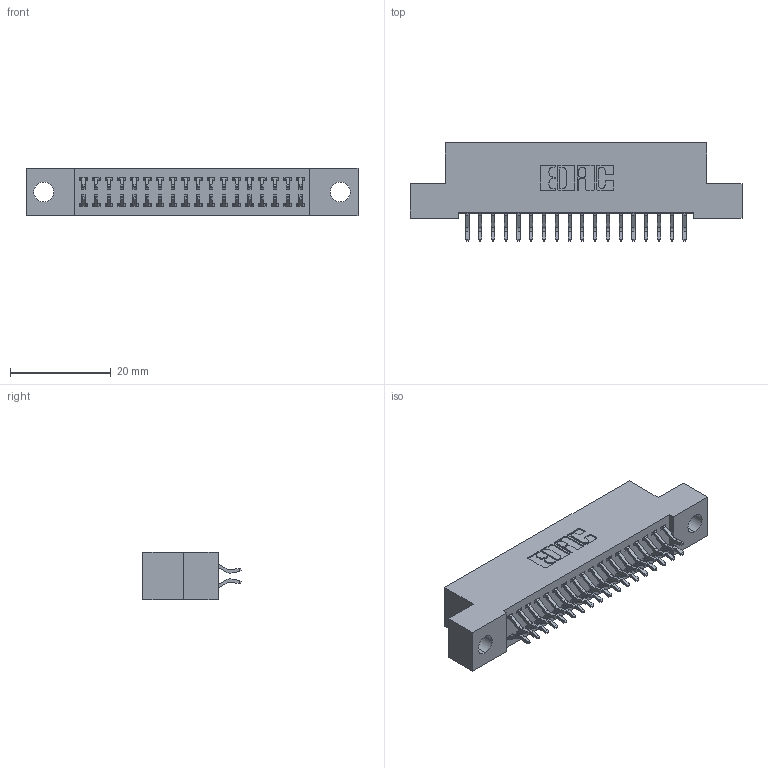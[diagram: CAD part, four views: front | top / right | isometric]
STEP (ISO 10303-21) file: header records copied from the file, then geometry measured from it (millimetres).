
FILE_DESCRIPTION (( 'STEP AP203' ), '1' );
FILE_NAME ('342-036-556-204.STEP', '2019-10-02T13:42:26', ( '' ), ( '' ), 'SwSTEP 2.0', 'SolidWorks 2016', '' );
FILE_SCHEMA (( 'CONFIG_CONTROL_DESIGN' ));
Length unit declared in the file: inch
Products named in the file (3): 342-036-556-204; 342 Part_.156 TH; 345-292-001_556 Tail
Assembly tree (37 placements, depth 2):
  342-036-556-204
    342 Part_.156 TH
    345-292-001_556 Tail  x36
Bounding box: 66.04 x 19.58 x 9.4 mm (x, y, z)
Volume: 5732.2 mm3; surface area: 8528.4 mm2
Topology: 37 solids, 37 shells, 2198 faces, 6527 edges, 4302 vertices
Faces by surface type: plane 1506, cylinder 692
Entity records: 14775 total; most frequent: CARTESIAN_POINT 2490, ORIENTED_EDGE 2414, DIRECTION 2159, EDGE_CURVE 1207, VECTOR 1071, LINE 1071, VERTEX_POINT 802, AXIS2_PLACEMENT_3D 544
